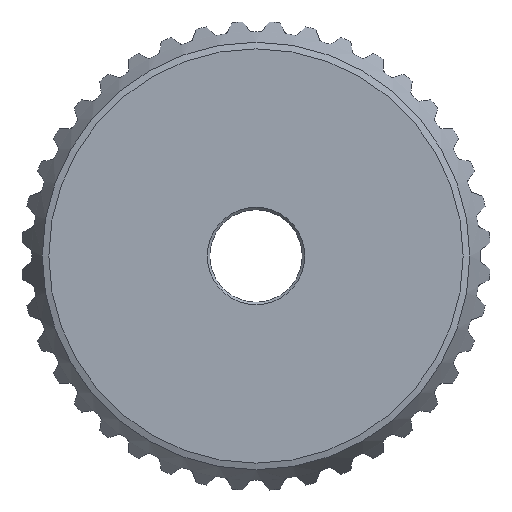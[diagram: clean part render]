
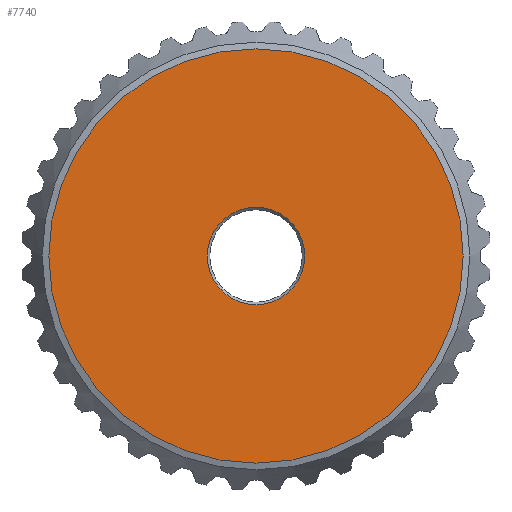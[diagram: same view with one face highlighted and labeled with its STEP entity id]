
A CAD part, front view. The second image highlights one B-rep face of the part: STEP entity #7740.
In plain terms, the highlighted planar face has unit normal (0, -1, 0).
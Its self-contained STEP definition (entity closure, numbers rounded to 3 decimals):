
#16=FACE_BOUND('',#1949,.T.);
#18=PLANE('',#8102);
#1539=FACE_OUTER_BOUND('',#1948,.T.);
#1948=EDGE_LOOP('',(#7206));
#1949=EDGE_LOOP('',(#7207));
#2364=CIRCLE('',#7758,1.975);
#2367=CIRCLE('',#7762,8.407);
#2584=VERTEX_POINT('',#9013);
#2587=VERTEX_POINT('',#9021);
#3437=EDGE_CURVE('',#2584,#2584,#2364,.T.);
#3441=EDGE_CURVE('',#2587,#2587,#2367,.T.);
#7206=ORIENTED_EDGE('',*,*,#3441,.T.);
#7207=ORIENTED_EDGE('',*,*,#3437,.T.);
#7740=ADVANCED_FACE('',(#1539,#16),#18,.F.);
#7758=AXIS2_PLACEMENT_3D('',#9015,#8112,#8113);
#7762=AXIS2_PLACEMENT_3D('',#9023,#8121,#8122);
#8102=AXIS2_PLACEMENT_3D('',#24685,#9005,#9006);
#8112=DIRECTION('center_axis',(0.,1.,0.));
#8113=DIRECTION('ref_axis',(0.,0.,1.));
#8121=DIRECTION('center_axis',(0.,-1.,0.));
#8122=DIRECTION('ref_axis',(0.,0.,1.));
#9005=DIRECTION('center_axis',(0.,1.,0.));
#9006=DIRECTION('ref_axis',(1.,0.,0.));
#9013=CARTESIAN_POINT('',(-13.769,-6.816,-18.215));
#9015=CARTESIAN_POINT('Origin',(-13.769,-6.816,-20.19));
#9021=CARTESIAN_POINT('',(-13.769,-6.816,-28.597));
#9023=CARTESIAN_POINT('Origin',(-13.769,-6.816,-20.19));
#24685=CARTESIAN_POINT('Origin',(-23.25,-6.816,-29.73));
